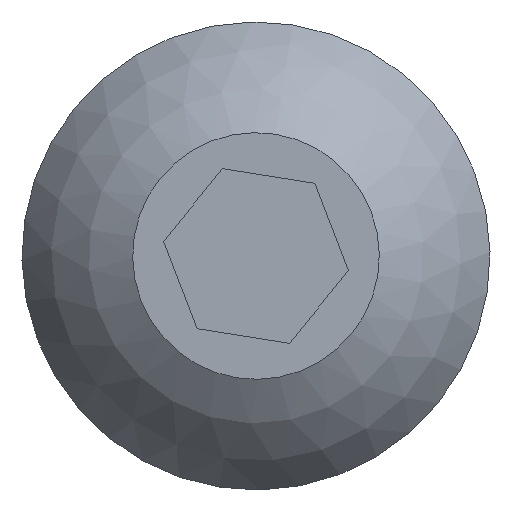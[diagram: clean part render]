
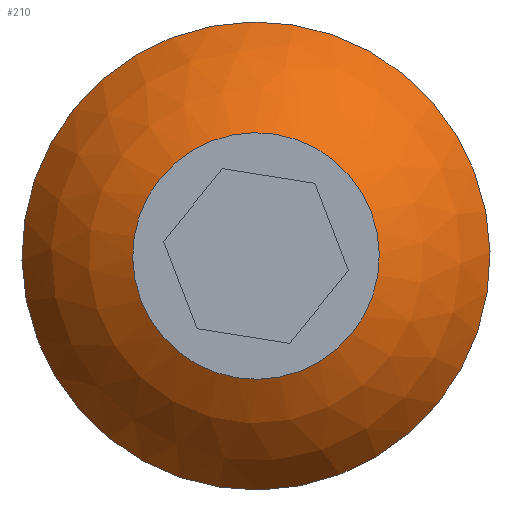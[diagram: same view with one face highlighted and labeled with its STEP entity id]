
A CAD part, left-side view. The second image highlights one B-rep face of the part: STEP entity #210.
In plain terms, the highlighted spherical face has radius 5.182 mm.
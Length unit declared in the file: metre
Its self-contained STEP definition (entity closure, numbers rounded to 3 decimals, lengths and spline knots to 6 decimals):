
#57=SPHERICAL_SURFACE('',#242,0.005182);
#75=ORIENTED_EDGE('',*,*,#121,.F.);
#76=ORIENTED_EDGE('',*,*,#119,.T.);
#119=EDGE_CURVE('',#143,#143,#161,.T.);
#121=EDGE_CURVE('',#145,#145,#163,.T.);
#143=VERTEX_POINT('',#323);
#145=VERTEX_POINT('',#330);
#161=CIRCLE('',#238,0.004585);
#163=CIRCLE('',#243,0.002416);
#171=EDGE_LOOP('',(#75));
#172=EDGE_LOOP('',(#76));
#191=FACE_BOUND('',#171,.T.);
#192=FACE_BOUND('',#172,.T.);
#210=ADVANCED_FACE('',(#191,#192),#57,.T.);
#238=AXIS2_PLACEMENT_3D('',#322,#265,#266);
#242=AXIS2_PLACEMENT_3D('',#328,#273,#274);
#243=AXIS2_PLACEMENT_3D('',#329,#275,#276);
#265=DIRECTION('',(-1.,0.,0.));
#266=DIRECTION('',(0.,-0.156,0.988));
#273=DIRECTION('',(1.,0.,0.));
#274=DIRECTION('',(0.,-0.547,0.837));
#275=DIRECTION('',(-1.,0.,0.));
#276=DIRECTION('',(0.,-0.156,0.988));
#322=CARTESIAN_POINT('',(-0.048383,-0.176801,0.074775));
#323=CARTESIAN_POINT('',(-0.048383,-0.177518,0.079304));
#328=CARTESIAN_POINT('',(-0.045966,-0.176801,0.074775));
#329=CARTESIAN_POINT('',(-0.050551,-0.176801,0.074775));
#330=CARTESIAN_POINT('',(-0.050551,-0.177179,0.077162));
